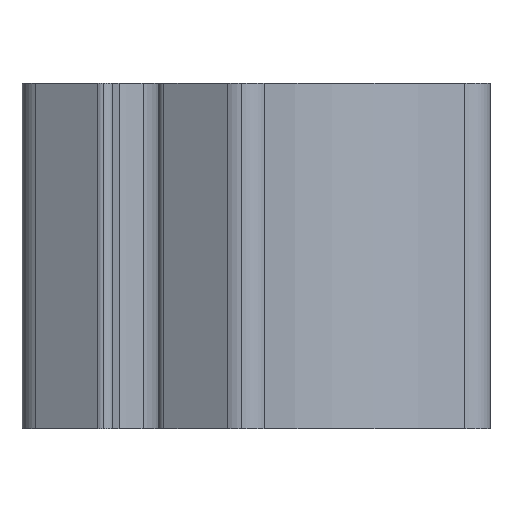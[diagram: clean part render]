
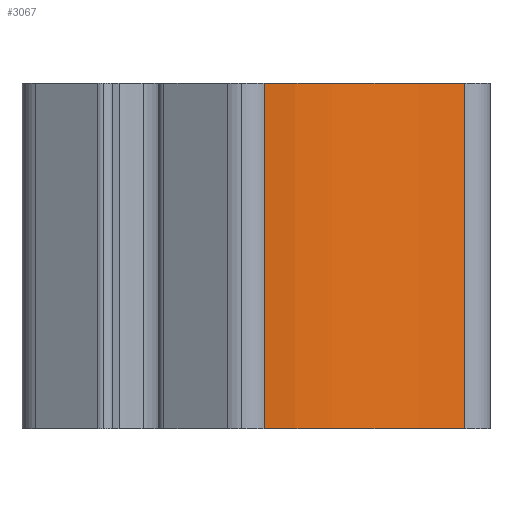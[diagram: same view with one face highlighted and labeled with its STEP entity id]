
A CAD part, left-side view. The second image highlights one B-rep face of the part: STEP entity #3067.
In plain terms, the highlighted cylindrical face has radius 40 mm (diameter 80 mm), a partial arc.
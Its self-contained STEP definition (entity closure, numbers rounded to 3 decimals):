
#126 = DIRECTION ( 'NONE',  ( 0., 0., -1. ) ) ;
#245 = ORIENTED_EDGE ( 'NONE', *, *, #3313, .F. ) ;
#336 = EDGE_CURVE ( 'NONE', #1451, #3215, #779, .T. ) ;
#447 = EDGE_CURVE ( 'NONE', #979, #2578, #3530, .T. ) ;
#779 = LINE ( 'NONE', #2502, #2962 ) ;
#979 = VERTEX_POINT ( 'NONE', #2667 ) ;
#1072 = FACE_OUTER_BOUND ( 'NONE', #2133, .T. ) ;
#1076 = DIRECTION ( 'NONE',  ( 0., 0., -1. ) ) ;
#1077 = DIRECTION ( 'NONE',  ( 0., 0., -1. ) ) ;
#1111 = AXIS2_PLACEMENT_3D ( 'NONE', #3496, #3541, #1160 ) ;
#1115 = AXIS2_PLACEMENT_3D ( 'NONE', #1823, #1077, #4248 ) ;
#1160 = DIRECTION ( 'NONE',  ( -1., 0., 0. ) ) ;
#1310 = CIRCLE ( 'NONE', #1951, 40. ) ;
#1425 = DIRECTION ( 'NONE',  ( 1., 0., 0. ) ) ;
#1451 = VERTEX_POINT ( 'NONE', #1628 ) ;
#1569 = ORIENTED_EDGE ( 'NONE', *, *, #1855, .T. ) ;
#1628 = CARTESIAN_POINT ( 'NONE',  ( -28.895, 2.679, 25. ) ) ;
#1710 = CARTESIAN_POINT ( 'NONE',  ( -12.127, -26.364, -25. ) ) ;
#1762 = CIRCLE ( 'NONE', #1115, 40. ) ;
#1805 = CARTESIAN_POINT ( 'NONE',  ( -12.127, -26.364, 25. ) ) ;
#1823 = CARTESIAN_POINT ( 'NONE',  ( -51.962, -30., 25. ) ) ;
#1855 = EDGE_CURVE ( 'NONE', #3215, #2578, #1310, .T. ) ;
#1951 = AXIS2_PLACEMENT_3D ( 'NONE', #3451, #1076, #1425 ) ;
#2133 = EDGE_LOOP ( 'NONE', ( #1569, #2980, #245, #4391 ) ) ;
#2447 = CYLINDRICAL_SURFACE ( 'NONE', #1111, 40. ) ;
#2502 = CARTESIAN_POINT ( 'NONE',  ( -28.895, 2.679, 25. ) ) ;
#2578 = VERTEX_POINT ( 'NONE', #1710 ) ;
#2667 = CARTESIAN_POINT ( 'NONE',  ( -12.127, -26.364, 25. ) ) ;
#2962 = VECTOR ( 'NONE', #3944, 1000. ) ;
#2980 = ORIENTED_EDGE ( 'NONE', *, *, #447, .F. ) ;
#3067 = ADVANCED_FACE ( 'NONE', ( #1072 ), #2447, .F. ) ;
#3215 = VERTEX_POINT ( 'NONE', #4408 ) ;
#3313 = EDGE_CURVE ( 'NONE', #1451, #979, #1762, .T. ) ;
#3451 = CARTESIAN_POINT ( 'NONE',  ( -51.962, -30., -25. ) ) ;
#3496 = CARTESIAN_POINT ( 'NONE',  ( -51.962, -30., 25. ) ) ;
#3530 = LINE ( 'NONE', #1805, #3624 ) ;
#3541 = DIRECTION ( 'NONE',  ( 0., 0., -1. ) ) ;
#3624 = VECTOR ( 'NONE', #126, 1000. ) ;
#3944 = DIRECTION ( 'NONE',  ( 0., 0., -1. ) ) ;
#4248 = DIRECTION ( 'NONE',  ( 1., 0., 0. ) ) ;
#4391 = ORIENTED_EDGE ( 'NONE', *, *, #336, .T. ) ;
#4408 = CARTESIAN_POINT ( 'NONE',  ( -28.895, 2.679, -25. ) ) ;
